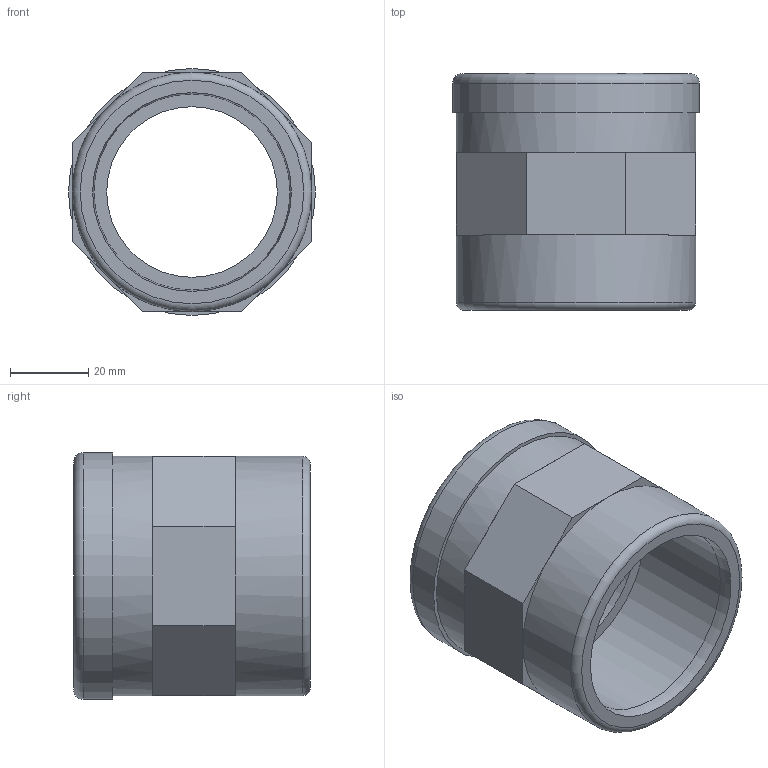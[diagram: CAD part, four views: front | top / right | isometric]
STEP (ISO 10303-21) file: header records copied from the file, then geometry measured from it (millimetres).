
FILE_DESCRIPTION(/* description */ (''),/* implementation_level */ '2;1');
FILE_NAME(/* name */ 'MIMV050112.ipt.stp',/* time_stamp */ '2014-01-07T15:46:42+01:00',/* author */ ('bfaro'),/* organization */ (''),/* preprocessor_version */ 'ST-DEVELOPER v15.2',/* originating_system */ 'Autodesk Inventor 2014',/* authorisation */ '');
FILE_SCHEMA (('AUTOMOTIVE_DESIGN { 1 0 10303 214 3 1 1 }'));
Length unit declared in the file: millimetre
Products named in the file (1): MIMV050112
Bounding box: 63 x 60.4 x 63 mm (x, y, z)
Volume: 65261.1 mm3; surface area: 25601.9 mm2
Topology: 1 solids, 2 shells, 46 faces, 97 edges, 60 vertices
Faces by surface type: plane 32, cylinder 9, torus 5
Full cylindrical faces by diameter (mm): 43.5 x1, 50 x2, 52 x1, 55.265 x1, 61 x3, 63 x1
Entity records: 1155 total; most frequent: DIRECTION 209, CARTESIAN_POINT 180, ORIENTED_EDGE 154, AXIS2_PLACEMENT_3D 84, EDGE_CURVE 77, EDGE_LOOP 68, VERTEX_POINT 53, FACE_OUTER_BOUND 46
